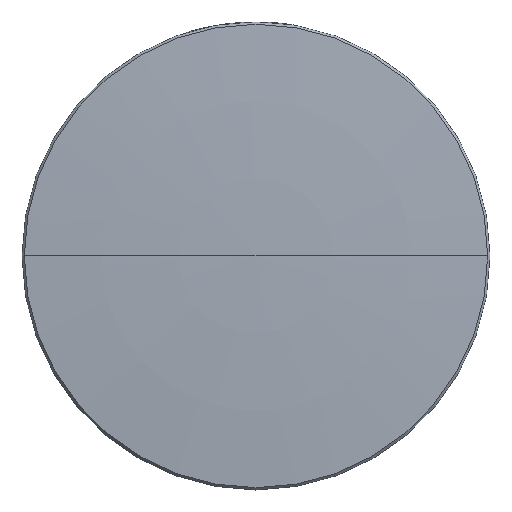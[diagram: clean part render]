
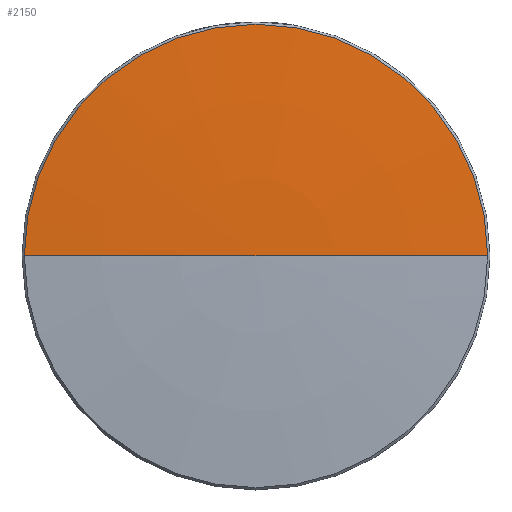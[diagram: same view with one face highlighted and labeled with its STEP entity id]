
A CAD part, top view. The second image highlights one B-rep face of the part: STEP entity #2150.
In plain terms, the highlighted toroidal (fillet/blend) face has major radius 0.052 mm and minor radius 345.06 mm.
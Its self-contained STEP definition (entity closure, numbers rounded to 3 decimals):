
#18 = EDGE_CURVE ( 'NONE', #344, #1362, #651, .T. ) ;
#200 = DIRECTION ( 'NONE',  ( 0., 0., 1. ) ) ;
#286 = ORIENTED_EDGE ( 'NONE', *, *, #18, .F. ) ;
#344 = VERTEX_POINT ( 'NONE', #1170 ) ;
#384 = DIRECTION ( 'NONE',  ( 0., 0., -1. ) ) ;
#476 = CARTESIAN_POINT ( 'NONE',  ( 0.053, 0., -343.09 ) ) ;
#495 = CARTESIAN_POINT ( 'NONE',  ( 0., 0., 1.048 ) ) ;
#513 = AXIS2_PLACEMENT_3D ( 'NONE', #1330, #831, #997 ) ;
#651 = CIRCLE ( 'NONE', #1551, 345.06 ) ;
#699 = VERTEX_POINT ( 'NONE', #1671 ) ;
#717 = CARTESIAN_POINT ( 'NONE',  ( -0.053, 0., -343.09 ) ) ;
#831 = DIRECTION ( 'NONE',  ( 0., 0., 1. ) ) ;
#841 = DIRECTION ( 'NONE',  ( 0., 1., 0. ) ) ;
#872 = DIRECTION ( 'NONE',  ( -1., 0., 0. ) ) ;
#941 = CIRCLE ( 'NONE', #1518, 25.151 ) ;
#997 = DIRECTION ( 'NONE',  ( 1., 0., 0. ) ) ;
#1031 = DIRECTION ( 'NONE',  ( -1., 0., 0. ) ) ;
#1170 = CARTESIAN_POINT ( 'NONE',  ( 25.151, 0., 1.048 ) ) ;
#1195 = TOROIDAL_SURFACE ( 'NONE', #513, -0.053, 345.06 ) ;
#1251 = DIRECTION ( 'NONE',  ( 0., -1., 0. ) ) ;
#1330 = CARTESIAN_POINT ( 'NONE',  ( 0., 0., -343.09 ) ) ;
#1362 = VERTEX_POINT ( 'NONE', #1623 ) ;
#1486 = EDGE_LOOP ( 'NONE', ( #2227, #1610, #286 ) ) ;
#1501 = AXIS2_PLACEMENT_3D ( 'NONE', #476, #841, #1031 ) ;
#1518 = AXIS2_PLACEMENT_3D ( 'NONE', #495, #200, #872 ) ;
#1551 = AXIS2_PLACEMENT_3D ( 'NONE', #717, #1251, #384 ) ;
#1554 = EDGE_CURVE ( 'NONE', #699, #1362, #1928, .T. ) ;
#1572 = EDGE_CURVE ( 'NONE', #344, #699, #941, .T. ) ;
#1610 = ORIENTED_EDGE ( 'NONE', *, *, #1554, .T. ) ;
#1623 = CARTESIAN_POINT ( 'NONE',  ( 0., 0., 1.97 ) ) ;
#1671 = CARTESIAN_POINT ( 'NONE',  ( -25.151, 0., 1.048 ) ) ;
#1813 = FACE_OUTER_BOUND ( 'NONE', #1486, .T. ) ;
#1928 = CIRCLE ( 'NONE', #1501, 345.06 ) ;
#2150 = ADVANCED_FACE ( 'NONE', ( #1813 ), #1195, .T. ) ;
#2227 = ORIENTED_EDGE ( 'NONE', *, *, #1572, .T. ) ;
